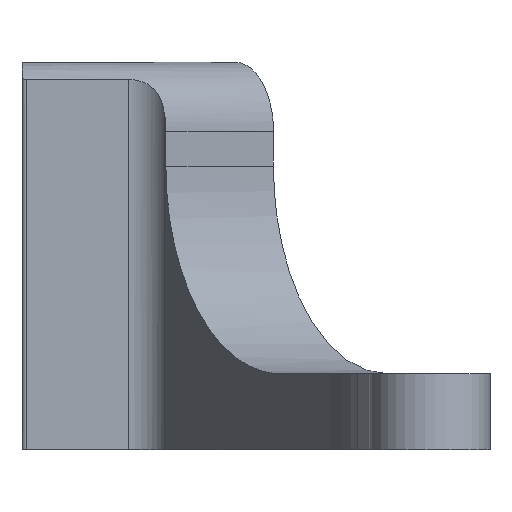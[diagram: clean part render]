
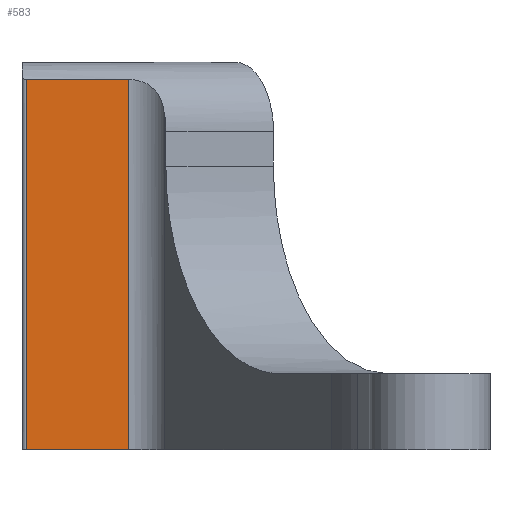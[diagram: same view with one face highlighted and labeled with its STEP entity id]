
A CAD part, left-side view. The second image highlights one B-rep face of the part: STEP entity #583.
In plain terms, the highlighted planar face has unit normal (-1, 0, 0).
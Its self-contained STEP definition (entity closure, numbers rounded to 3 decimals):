
#31=PLANE('',#647);
#52=FACE_OUTER_BOUND('',#84,.T.);
#84=EDGE_LOOP('',(#446,#447,#448,#449));
#133=LINE('',#976,#186);
#134=LINE('',#979,#187);
#135=LINE('',#981,#188);
#136=LINE('',#982,#189);
#186=VECTOR('',#770,10.);
#187=VECTOR('',#773,10.);
#188=VECTOR('',#774,10.);
#189=VECTOR('',#775,10.);
#275=VERTEX_POINT('',#963);
#276=VERTEX_POINT('',#974);
#277=VERTEX_POINT('',#978);
#278=VERTEX_POINT('',#980);
#344=EDGE_CURVE('',#276,#275,#133,.T.);
#345=EDGE_CURVE('',#277,#276,#134,.T.);
#346=EDGE_CURVE('',#278,#277,#135,.T.);
#347=EDGE_CURVE('',#275,#278,#136,.T.);
#446=ORIENTED_EDGE('',*,*,#344,.F.);
#447=ORIENTED_EDGE('',*,*,#345,.F.);
#448=ORIENTED_EDGE('',*,*,#346,.F.);
#449=ORIENTED_EDGE('',*,*,#347,.F.);
#583=ADVANCED_FACE('',(#52),#31,.T.);
#647=AXIS2_PLACEMENT_3D('',#977,#771,#772);
#770=DIRECTION('',(0.,0.,1.));
#771=DIRECTION('center_axis',(-1.,0.,0.));
#772=DIRECTION('ref_axis',(0.,-1.,0.));
#773=DIRECTION('',(0.,1.,0.));
#774=DIRECTION('',(0.,0.,-1.));
#775=DIRECTION('',(0.,-1.,0.));
#963=CARTESIAN_POINT('',(39.117,34.172,26.755));
#974=CARTESIAN_POINT('',(39.117,34.172,0.));
#976=CARTESIAN_POINT('',(39.117,34.172,0.));
#977=CARTESIAN_POINT('Origin',(39.117,31.472,0.));
#978=CARTESIAN_POINT('',(39.117,26.778,0.));
#979=CARTESIAN_POINT('',(39.117,31.472,0.));
#980=CARTESIAN_POINT('',(39.117,26.778,26.755));
#981=CARTESIAN_POINT('',(39.117,26.778,0.));
#982=CARTESIAN_POINT('',(39.117,6.774,26.755));
